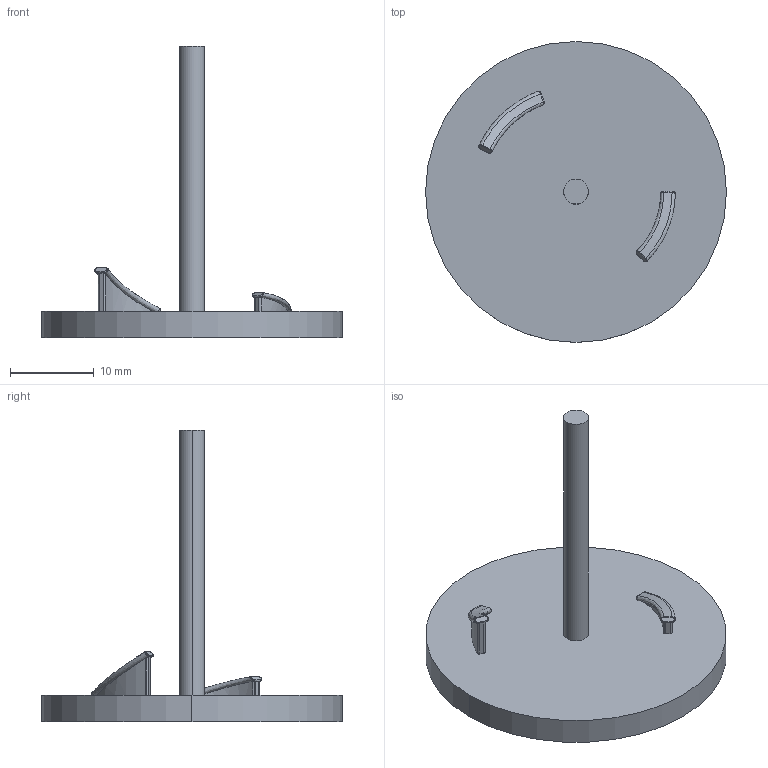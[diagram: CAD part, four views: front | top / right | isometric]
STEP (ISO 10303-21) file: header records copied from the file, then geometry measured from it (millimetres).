
FILE_DESCRIPTION (( 'STEP AP214' ), '1' );
FILE_NAME ('derailleur.STEP', '2025-11-17T17:31:42', ( '' ), ( '' ), 'SwSTEP 2.0', 'SolidWorks 2025', '' );
FILE_SCHEMA (( 'AUTOMOTIVE_DESIGN' ));
Length unit declared in the file: millimetre
Products named in the file (1): derailleur
Bounding box: 36 x 36 x 34.92 mm (x, y, z)
Volume: 3499.3 mm3; surface area: 2795.4 mm2
Topology: 1 solids, 1 shells, 45 faces, 113 edges, 73 vertices
Faces by surface type: bspline 26, cylinder 10, plane 9
Entity records: 2161 total; most frequent: CARTESIAN_POINT 1276, ORIENTED_EDGE 226, EDGE_CURVE 113, DIRECTION 104, VERTEX_POINT 73, B_SPLINE_CURVE_WITH_KNOTS 72, EDGE_LOOP 48, FACE_OUTER_BOUND 45
